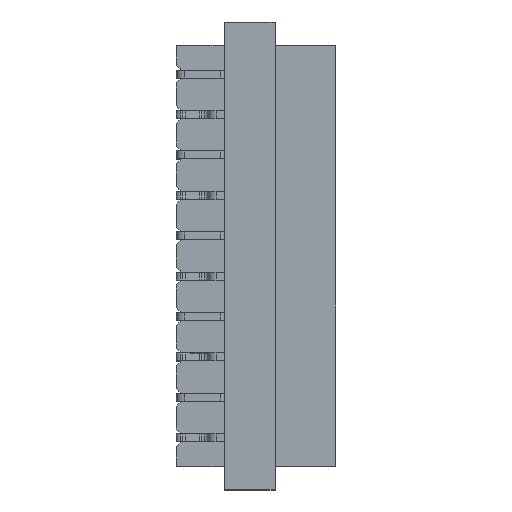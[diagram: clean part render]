
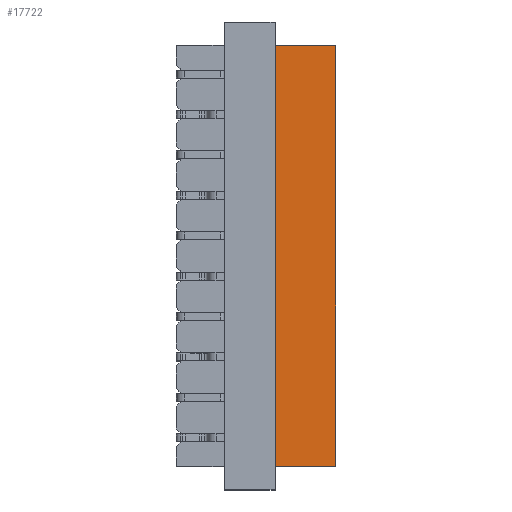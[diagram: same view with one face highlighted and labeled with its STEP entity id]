
A CAD part, top view. The second image highlights one B-rep face of the part: STEP entity #17722.
In plain terms, the highlighted face is planar.
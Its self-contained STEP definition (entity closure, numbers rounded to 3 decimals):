
#5282=ORIENTED_EDGE('',*,*,#8393,.T.);
#5283=ORIENTED_EDGE('',*,*,#8392,.F.);
#5284=ORIENTED_EDGE('',*,*,#8355,.F.);
#5285=ORIENTED_EDGE('',*,*,#8394,.T.);
#8355=EDGE_CURVE('',#10210,#10211,#12141,.T.);
#8392=EDGE_CURVE('',#10211,#10215,#12178,.T.);
#8393=EDGE_CURVE('',#10216,#10215,#12179,.T.);
#8394=EDGE_CURVE('',#10210,#10216,#12180,.T.);
#10210=VERTEX_POINT('',#29105);
#10211=VERTEX_POINT('',#29107);
#10215=VERTEX_POINT('',#29149);
#10216=VERTEX_POINT('',#29153);
#12141=LINE('',#29106,#14229);
#12178=LINE('',#29150,#14266);
#12179=LINE('',#29152,#14267);
#12180=LINE('',#29154,#14268);
#14229=VECTOR('',#23830,1000.);
#14266=VECTOR('',#23871,1000.);
#14267=VECTOR('',#23874,1000.);
#14268=VECTOR('',#23875,1000.);
#15236=EDGE_LOOP('',(#5282,#5283,#5284,#5285));
#16168=FACE_BOUND('',#15236,.T.);
#16820=PLANE('',#19230);
#17722=ADVANCED_FACE('',(#16168),#16820,.F.);
#19230=AXIS2_PLACEMENT_3D('',#29151,#23872,#23873);
#23830=DIRECTION('',(1.,0.,0.));
#23871=DIRECTION('',(0.,0.,-1.));
#23872=DIRECTION('',(0.,1.,0.));
#23873=DIRECTION('',(-1.,0.,0.));
#23874=DIRECTION('',(1.,0.,0.));
#23875=DIRECTION('',(0.,0.,-1.));
#29105=CARTESIAN_POINT('',(-6.615,-2.,3.5));
#29106=CARTESIAN_POINT('',(-6.615,-2.,3.5));
#29107=CARTESIAN_POINT('',(6.615,-2.,3.5));
#29149=CARTESIAN_POINT('',(6.615,-2.,1.6));
#29150=CARTESIAN_POINT('',(6.615,-2.,3.5));
#29151=CARTESIAN_POINT('',(-6.615,-2.,3.5));
#29152=CARTESIAN_POINT('',(-6.615,-2.,1.6));
#29153=CARTESIAN_POINT('',(-6.615,-2.,1.6));
#29154=CARTESIAN_POINT('',(-6.615,-2.,3.5));
